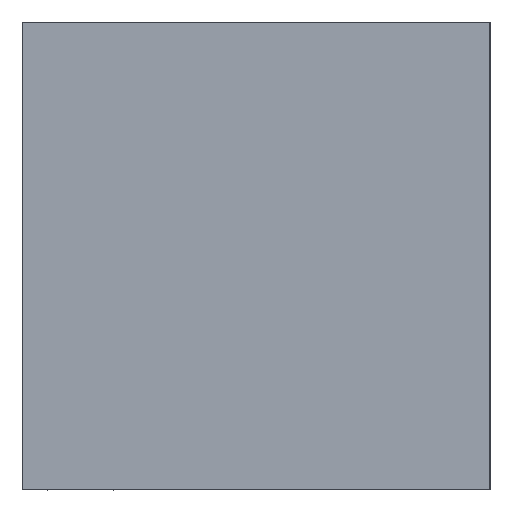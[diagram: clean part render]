
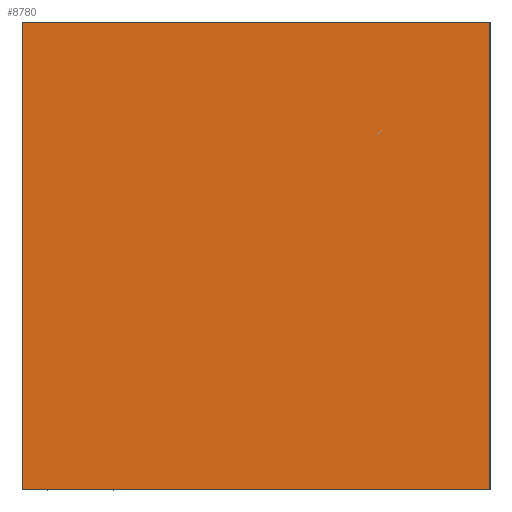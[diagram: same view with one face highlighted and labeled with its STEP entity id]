
A CAD part, left-side view. The second image highlights one B-rep face of the part: STEP entity #8780.
In plain terms, the highlighted planar face has unit normal (-1, 0, 0).
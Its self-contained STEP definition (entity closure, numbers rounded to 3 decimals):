
#723=PLANE('',#9437);
#1185=FACE_OUTER_BOUND('',#1705,.T.);
#1705=EDGE_LOOP('',(#7886,#7887,#7888,#7889));
#1989=LINE('',#13481,#2719);
#2447=LINE('',#15360,#3177);
#2448=LINE('',#15361,#3178);
#2449=LINE('',#15362,#3179);
#2719=VECTOR('',#9847,10.);
#3177=VECTOR('',#11443,10.);
#3178=VECTOR('',#11444,10.);
#3179=VECTOR('',#11445,10.);
#3703=VERTEX_POINT('',#13474);
#3706=VERTEX_POINT('',#13479);
#4227=VERTEX_POINT('',#15358);
#4228=VERTEX_POINT('',#15359);
#4669=EDGE_CURVE('',#3706,#3703,#1989,.T.);
#5457=EDGE_CURVE('',#4227,#4228,#2447,.T.);
#5458=EDGE_CURVE('',#4228,#3703,#2448,.T.);
#5459=EDGE_CURVE('',#4227,#3706,#2449,.T.);
#7886=ORIENTED_EDGE('',*,*,#5457,.T.);
#7887=ORIENTED_EDGE('',*,*,#5458,.T.);
#7888=ORIENTED_EDGE('',*,*,#4669,.F.);
#7889=ORIENTED_EDGE('',*,*,#5459,.F.);
#8780=ADVANCED_FACE('',(#1185),#723,.T.);
#9437=AXIS2_PLACEMENT_3D('',#15357,#11441,#11442);
#9847=DIRECTION('',(0.,-1.,0.));
#11441=DIRECTION('center_axis',(-1.,0.,0.));
#11442=DIRECTION('ref_axis',(0.,-1.,0.));
#11443=DIRECTION('',(0.,-1.,0.));
#11444=DIRECTION('',(0.,0.,1.));
#11445=DIRECTION('',(0.,0.,1.));
#13474=CARTESIAN_POINT('',(0.,0.,50.8));
#13479=CARTESIAN_POINT('',(0.,50.8,50.8));
#13481=CARTESIAN_POINT('',(0.,50.8,50.8));
#15357=CARTESIAN_POINT('Origin',(0.,50.8,0.));
#15358=CARTESIAN_POINT('',(0.,50.8,0.));
#15359=CARTESIAN_POINT('',(0.,0.,0.));
#15360=CARTESIAN_POINT('',(0.,50.8,0.));
#15361=CARTESIAN_POINT('',(0.,0.,0.));
#15362=CARTESIAN_POINT('',(0.,50.8,0.));
